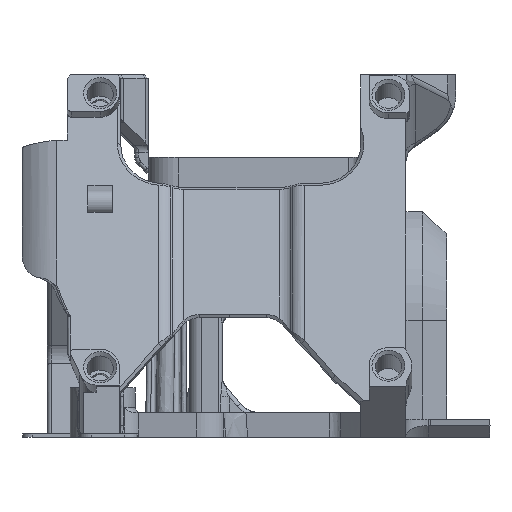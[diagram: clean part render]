
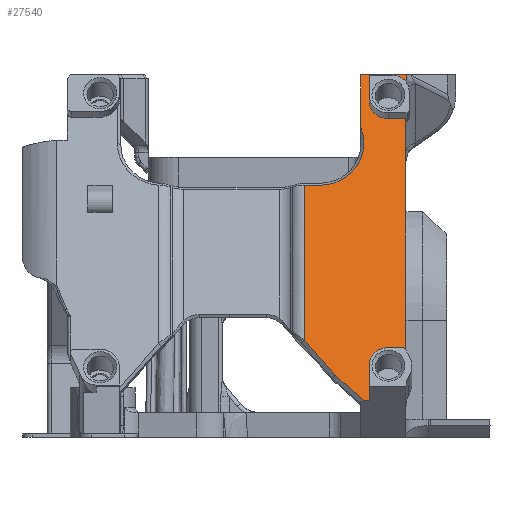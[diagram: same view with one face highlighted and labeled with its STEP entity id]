
A CAD part, left-side view. The second image highlights one B-rep face of the part: STEP entity #27540.
In plain terms, the highlighted planar face has unit normal (-0.94, 0, 0.342).
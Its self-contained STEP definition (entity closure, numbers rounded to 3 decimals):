
#1609=B_SPLINE_CURVE_WITH_KNOTS('',3,(#51321,#51322,#51323,#51324),
 .UNSPECIFIED.,.F.,.F.,(4,4),(0.,0.001),
 .UNSPECIFIED.);
#2309=PLANE('',#29846);
#2874=LINE('',#40638,#4631);
#2878=LINE('',#40653,#4635);
#3355=LINE('',#48128,#5112);
#3361=LINE('',#48146,#5118);
#3362=LINE('',#48148,#5119);
#3365=LINE('',#48156,#5122);
#3366=LINE('',#48158,#5123);
#3562=LINE('',#50768,#5319);
#3628=LINE('',#51271,#5385);
#3642=LINE('',#51316,#5399);
#3643=LINE('',#51318,#5400);
#3644=LINE('',#51320,#5401);
#3645=LINE('',#51325,#5402);
#3646=LINE('',#51326,#5403);
#4631=VECTOR('',#32100,1000.);
#4635=VECTOR('',#32104,1000.);
#5112=VECTOR('',#33995,1000.);
#5118=VECTOR('',#34013,1000.);
#5119=VECTOR('',#34016,1000.);
#5122=VECTOR('',#34025,1000.);
#5123=VECTOR('',#34028,1000.);
#5319=VECTOR('',#34958,1000.);
#5385=VECTOR('',#35164,1000.);
#5399=VECTOR('',#35192,1000.);
#5400=VECTOR('',#35195,1000.);
#5401=VECTOR('',#35196,1000.);
#5402=VECTOR('',#35197,1000.);
#5403=VECTOR('',#35198,1000.);
#11097=ORIENTED_EDGE('',*,*,#17335,.F.);
#11098=ORIENTED_EDGE('',*,*,#17336,.T.);
#11099=ORIENTED_EDGE('',*,*,#17337,.F.);
#11100=ORIENTED_EDGE('',*,*,#16647,.T.);
#11101=ORIENTED_EDGE('',*,*,#16637,.T.);
#11102=ORIENTED_EDGE('',*,*,#16632,.F.);
#11103=ORIENTED_EDGE('',*,*,#16628,.T.);
#11104=ORIENTED_EDGE('',*,*,#16660,.F.);
#11105=ORIENTED_EDGE('',*,*,#15298,.F.);
#11106=ORIENTED_EDGE('',*,*,#16646,.F.);
#11107=ORIENTED_EDGE('',*,*,#16644,.T.);
#11108=ORIENTED_EDGE('',*,*,#16642,.T.);
#11109=ORIENTED_EDGE('',*,*,#16641,.T.);
#11110=ORIENTED_EDGE('',*,*,#16638,.T.);
#11111=ORIENTED_EDGE('',*,*,#15293,.T.);
#11112=ORIENTED_EDGE('',*,*,#17338,.T.);
#11113=ORIENTED_EDGE('',*,*,#17316,.F.);
#11114=ORIENTED_EDGE('',*,*,#17339,.T.);
#11115=ORIENTED_EDGE('',*,*,#17321,.T.);
#11116=ORIENTED_EDGE('',*,*,#17340,.F.);
#11117=ORIENTED_EDGE('',*,*,#17193,.F.);
#15293=EDGE_CURVE('',#19261,#19260,#2874,.T.);
#15298=EDGE_CURVE('',#19265,#19266,#2878,.T.);
#16628=EDGE_CURVE('',#20192,#20193,#21998,.T.);
#16632=EDGE_CURVE('',#20192,#20196,#3355,.T.);
#16637=EDGE_CURVE('',#20198,#20196,#22001,.T.);
#16638=EDGE_CURVE('',#20200,#19261,#22002,.T.);
#16641=EDGE_CURVE('',#20201,#20200,#3361,.T.);
#16642=EDGE_CURVE('',#20202,#20201,#3362,.T.);
#16644=EDGE_CURVE('',#20203,#20202,#22003,.T.);
#16646=EDGE_CURVE('',#20203,#19265,#3365,.T.);
#16647=EDGE_CURVE('',#20204,#20198,#3366,.T.);
#16660=EDGE_CURVE('',#19266,#20193,#22008,.T.);
#17193=EDGE_CURVE('',#20191,#20518,#3562,.T.);
#17316=EDGE_CURVE('',#20595,#20596,#3628,.T.);
#17321=EDGE_CURVE('',#20601,#20600,#22184,.T.);
#17335=EDGE_CURVE('',#20611,#20191,#3642,.T.);
#17336=EDGE_CURVE('',#20611,#20612,#3643,.T.);
#17337=EDGE_CURVE('',#20204,#20612,#3644,.T.);
#17338=EDGE_CURVE('',#19260,#20596,#1609,.T.);
#17339=EDGE_CURVE('',#20595,#20601,#3645,.T.);
#17340=EDGE_CURVE('',#20518,#20600,#3646,.T.);
#19260=VERTEX_POINT('',#40637);
#19261=VERTEX_POINT('',#40639);
#19265=VERTEX_POINT('',#40652);
#19266=VERTEX_POINT('',#40654);
#20191=VERTEX_POINT('',#48102);
#20192=VERTEX_POINT('',#48120);
#20193=VERTEX_POINT('',#48121);
#20196=VERTEX_POINT('',#48129);
#20198=VERTEX_POINT('',#48135);
#20200=VERTEX_POINT('',#48141);
#20201=VERTEX_POINT('',#48145);
#20202=VERTEX_POINT('',#48149);
#20203=VERTEX_POINT('',#48153);
#20204=VERTEX_POINT('',#48159);
#20518=VERTEX_POINT('',#50769);
#20595=VERTEX_POINT('',#51270);
#20596=VERTEX_POINT('',#51272);
#20600=VERTEX_POINT('',#51284);
#20601=VERTEX_POINT('',#51286);
#20611=VERTEX_POINT('',#51315);
#20612=VERTEX_POINT('',#51319);
#21998=CIRCLE('',#29388,0.5);
#22001=CIRCLE('',#29393,2.35);
#22002=CIRCLE('',#29395,2.);
#22003=CIRCLE('',#29399,2.35);
#22008=CIRCLE('',#29413,2.536);
#22184=CIRCLE('',#29841,5.4);
#23559=EDGE_LOOP('',(#11097,#11098,#11099,#11100,#11101,#11102,#11103,#11104,
#11105,#11106,#11107,#11108,#11109,#11110,#11111,#11112,#11113,#11114,#11115,
#11116,#11117));
#25296=FACE_BOUND('',#23559,.T.);
#27540=ADVANCED_FACE('',(#25296),#2309,.T.);
#29388=AXIS2_PLACEMENT_3D('',#48119,#33987,#33988);
#29393=AXIS2_PLACEMENT_3D('',#48138,#34003,#34004);
#29395=AXIS2_PLACEMENT_3D('',#48140,#34007,#34008);
#29399=AXIS2_PLACEMENT_3D('',#48152,#34020,#34021);
#29413=AXIS2_PLACEMENT_3D('',#48182,#34056,#34057);
#29841=AXIS2_PLACEMENT_3D('',#51285,#35171,#35172);
#29846=AXIS2_PLACEMENT_3D('',#51317,#35193,#35194);
#32100=DIRECTION('',(0.342,0.,0.94));
#32104=DIRECTION('',(-0.342,0.,-0.94));
#33987=DIRECTION('',(0.94,0.,-0.342));
#33988=DIRECTION('',(0.342,0.,0.94));
#33995=DIRECTION('',(0.,1.,0.));
#34003=DIRECTION('',(0.94,0.,-0.342));
#34004=DIRECTION('',(0.342,0.,0.94));
#34007=DIRECTION('',(0.94,0.,-0.342));
#34008=DIRECTION('',(0.342,0.,0.94));
#34013=DIRECTION('',(0.,-1.,0.));
#34016=DIRECTION('',(0.342,0.,0.94));
#34020=DIRECTION('',(0.94,0.,-0.342));
#34021=DIRECTION('',(0.342,0.,0.94));
#34025=DIRECTION('',(0.,-1.,0.));
#34028=DIRECTION('',(0.342,0.,0.94));
#34056=DIRECTION('',(0.94,0.,-0.342));
#34057=DIRECTION('',(0.342,0.,0.94));
#34958=DIRECTION('',(0.342,0.,0.94));
#35164=DIRECTION('',(0.,-1.,0.));
#35171=DIRECTION('',(0.94,0.,-0.342));
#35172=DIRECTION('',(0.342,0.,0.94));
#35192=DIRECTION('',(0.262,0.643,0.72));
#35193=DIRECTION('',(-0.94,0.,0.342));
#35194=DIRECTION('',(-0.342,0.,-0.94));
#35195=DIRECTION('',(-0.236,-0.725,-0.648));
#35196=DIRECTION('',(0.,1.,0.));
#35197=DIRECTION('',(-0.342,0.,-0.94));
#35198=DIRECTION('',(0.,-1.,0.));
#40637=CARTESIAN_POINT('',(-130.221,6.5,43.264));
#40638=CARTESIAN_POINT('',(-143.233,6.5,7.513));
#40639=CARTESIAN_POINT('',(-130.522,6.5,42.438));
#40652=CARTESIAN_POINT('',(-131.895,6.5,38.664));
#40653=CARTESIAN_POINT('',(-136.618,6.5,25.688));
#40654=CARTESIAN_POINT('',(-142.392,6.5,9.826));
#48102=CARTESIAN_POINT('',(-141.708,18.828,11.704));
#48119=CARTESIAN_POINT('',(-142.43,7.,9.722));
#48120=CARTESIAN_POINT('',(-142.259,7.,10.192));
#48121=CARTESIAN_POINT('',(-142.361,6.543,9.912));
#48128=CARTESIAN_POINT('',(-142.259,6.125,10.192));
#48129=CARTESIAN_POINT('',(-142.259,8.625,10.192));
#48135=CARTESIAN_POINT('',(-143.062,10.975,7.983));
#48138=CARTESIAN_POINT('',(-143.062,8.625,7.983));
#48140=CARTESIAN_POINT('',(-130.921,8.125,41.342));
#48141=CARTESIAN_POINT('',(-130.237,8.125,43.222));
#48145=CARTESIAN_POINT('',(-130.237,10.975,43.222));
#48146=CARTESIAN_POINT('',(-130.237,6.125,43.222));
#48148=CARTESIAN_POINT('',(-123.64,10.975,61.346));
#48149=CARTESIAN_POINT('',(-131.092,10.975,40.873));
#48152=CARTESIAN_POINT('',(-131.092,8.625,40.873));
#48153=CARTESIAN_POINT('',(-131.895,8.625,38.664));
#48156=CARTESIAN_POINT('',(-131.895,6.125,38.664));
#48158=CARTESIAN_POINT('',(-123.64,10.975,61.346));
#48159=CARTESIAN_POINT('',(-144.33,10.975,4.501));
#48182=CARTESIAN_POINT('',(-142.01,4.223,10.875));
#50768=CARTESIAN_POINT('',(-143.25,18.828,7.468));
#50769=CARTESIAN_POINT('',(-134.836,18.828,30.585));
#51270=CARTESIAN_POINT('',(-129.953,12.,44.));
#51271=CARTESIAN_POINT('',(-129.953,4.696,44.));
#51272=CARTESIAN_POINT('',(-129.953,6.466,44.));
#51284=CARTESIAN_POINT('',(-134.836,17.,30.585));
#51285=CARTESIAN_POINT('',(-132.989,17.,35.659));
#51286=CARTESIAN_POINT('',(-132.292,12.,37.576));
#51315=CARTESIAN_POINT('',(-143.22,15.12,7.552));
#51316=CARTESIAN_POINT('',(-140.731,21.225,14.388));
#51317=CARTESIAN_POINT('',(-143.233,43.625,7.513));
#51318=CARTESIAN_POINT('',(-138.358,30.068,20.909));
#51319=CARTESIAN_POINT('',(-144.33,11.706,4.501));
#51320=CARTESIAN_POINT('',(-144.33,43.625,4.501));
#51321=CARTESIAN_POINT('',(-130.221,6.5,43.264));
#51322=CARTESIAN_POINT('',(-130.132,6.5,43.51));
#51323=CARTESIAN_POINT('',(-130.043,6.482,43.755));
#51324=CARTESIAN_POINT('',(-129.953,6.466,44.));
#51325=CARTESIAN_POINT('',(-143.233,12.,7.513));
#51326=CARTESIAN_POINT('',(-134.836,27.711,30.585));
